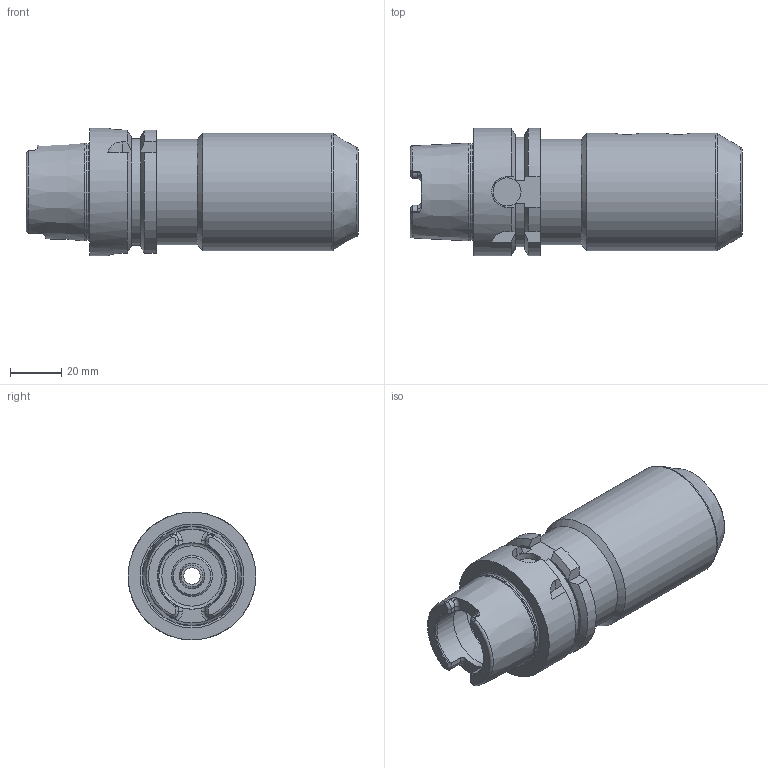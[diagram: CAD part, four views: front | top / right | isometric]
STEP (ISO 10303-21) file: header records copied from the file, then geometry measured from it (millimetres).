
FILE_DESCRIPTION((''),'2;1');
FILE_NAME('542014125105-3D.stp','2020-07-08T10:50:10',('nttooll'),(''),'Autodesk Inventor 2012','Autodesk Inventor 2012','');
FILE_SCHEMA(('AUTOMOTIVE_DESIGN { 1 0 10303 214 1 1 1 1 }'));
Length unit declared in the file: millimetre
Products named in the file (1): 542014125105-3D
Bounding box: 130 x 50 x 50 mm (x, y, z)
Volume: 138660.6 mm3; surface area: 32990.2 mm2
Topology: 1 solids, 1 shells, 143 faces, 349 edges, 215 vertices
Faces by surface type: plane 52, cylinder 42, cone 32, torus 17
Full cylindrical faces by diameter (mm): 5 x2, 5.774 x2, 6.4 x1, 9.5 x1, 10 x3, 11 x1, 14 x1, 16 x1, 25 x1, 25.4 x1, 26 x1, 26.6 x1, 32 x1, 37.9 x1, 41.5 x1, 46 x1, 50 x1
Entity records: 4096 total; most frequent: CARTESIAN_POINT 962, DIRECTION 670, ORIENTED_EDGE 584, EDGE_CURVE 292, AXIS2_PLACEMENT_3D 280, VERTEX_POINT 206, EDGE_LOOP 200, FACE_OUTER_BOUND 143
